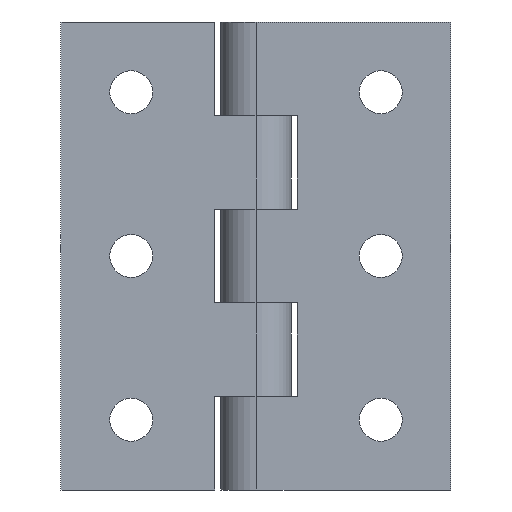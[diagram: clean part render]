
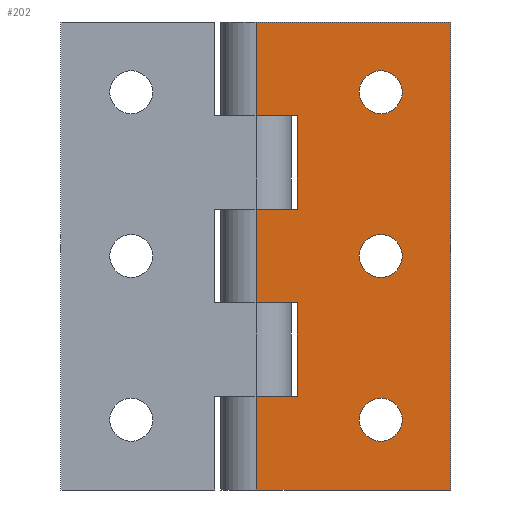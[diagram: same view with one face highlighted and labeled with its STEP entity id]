
A CAD part, front view. The second image highlights one B-rep face of the part: STEP entity #202.
In plain terms, the highlighted planar face has unit normal (0, -1, 0).
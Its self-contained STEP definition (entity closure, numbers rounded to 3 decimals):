
#176 = ORIENTED_EDGE ( 'NONE', *, *, #2796, .T. ) ;
#177 = ORIENTED_EDGE ( 'NONE', *, *, #211, .T. ) ;
#178 = ORIENTED_EDGE ( 'NONE', *, *, #179, .F. ) ;
#179 = EDGE_CURVE ( 'NONE', #2328, #2341, #549, .T. ) ;
#180 = ORIENTED_EDGE ( 'NONE', *, *, #2333, .F. ) ;
#181 = ORIENTED_EDGE ( 'NONE', *, *, #2407, .T. ) ;
#182 = ORIENTED_EDGE ( 'NONE', *, *, #2561, .T. ) ;
#183 = EDGE_LOOP ( 'NONE', ( #184, #186 ) ) ;
#184 = ORIENTED_EDGE ( 'NONE', *, *, #185, .T. ) ;
#185 = EDGE_CURVE ( 'NONE', #2352, #2347, #545, .T. ) ;
#186 = ORIENTED_EDGE ( 'NONE', *, *, #2349, .T. ) ;
#187 = EDGE_LOOP ( 'NONE', ( #188, #192, #194, #195, #254, #257, #176, #177, #178, #180, #181, #241 ) ) ;
#188 = ORIENTED_EDGE ( 'NONE', *, *, #189, .T. ) ;
#189 = EDGE_CURVE ( 'NONE', #190, #191, #540, .T. ) ;
#190 = VERTEX_POINT ( 'NONE', #536 ) ;
#191 = VERTEX_POINT ( 'NONE', #599 ) ;
#192 = ORIENTED_EDGE ( 'NONE', *, *, #193, .T. ) ;
#193 = EDGE_CURVE ( 'NONE', #191, #2825, #598, .T. ) ;
#194 = ORIENTED_EDGE ( 'NONE', *, *, #2674, .T. ) ;
#195 = ORIENTED_EDGE ( 'NONE', *, *, #196, .T. ) ;
#196 = EDGE_CURVE ( 'NONE', #2676, #253, #594, .T. ) ;
#202 = ADVANCED_FACE ( 'NONE', ( #580, #579, #578, #577 ), #576, .F. ) ;
#203 = EDGE_LOOP ( 'NONE', ( #204, #206 ) ) ;
#204 = ORIENTED_EDGE ( 'NONE', *, *, #205, .T. ) ;
#205 = EDGE_CURVE ( 'NONE', #2526, #2525, #571, .T. ) ;
#206 = ORIENTED_EDGE ( 'NONE', *, *, #2531, .T. ) ;
#207 = EDGE_LOOP ( 'NONE', ( #208, #182 ) ) ;
#208 = ORIENTED_EDGE ( 'NONE', *, *, #209, .T. ) ;
#209 = EDGE_CURVE ( 'NONE', #2560, #2557, #629, .T. ) ;
#211 = EDGE_CURVE ( 'NONE', #2800, #2341, #624, .T. ) ;
#241 = ORIENTED_EDGE ( 'NONE', *, *, #242, .T. ) ;
#242 = EDGE_CURVE ( 'NONE', #2406, #190, #650, .T. ) ;
#253 = VERTEX_POINT ( 'NONE', #694 ) ;
#254 = ORIENTED_EDGE ( 'NONE', *, *, #255, .T. ) ;
#255 = EDGE_CURVE ( 'NONE', #253, #256, #693, .T. ) ;
#256 = VERTEX_POINT ( 'NONE', #689 ) ;
#257 = ORIENTED_EDGE ( 'NONE', *, *, #258, .T. ) ;
#258 = EDGE_CURVE ( 'NONE', #256, #2294, #688, .T. ) ;
#536 = CARTESIAN_POINT ( 'NONE',  ( 5.3, -4.5, 18. ) ) ;
#537 = DIRECTION ( 'NONE',  ( 0., 0., -1. ) ) ;
#538 = VECTOR ( 'NONE', #537, 1000. ) ;
#539 = CARTESIAN_POINT ( 'NONE',  ( 5.3, -4.5, 30. ) ) ;
#540 = LINE ( 'NONE', #539, #538 ) ;
#541 = DIRECTION ( 'NONE',  ( 0., 0., 1. ) ) ;
#542 = DIRECTION ( 'NONE',  ( 0., 1., 0. ) ) ;
#543 = CARTESIAN_POINT ( 'NONE',  ( 16., -4.5, 21. ) ) ;
#544 = AXIS2_PLACEMENT_3D ( 'NONE', #543, #542, #541 ) ;
#545 = CIRCLE ( 'NONE', #544, 2.75 ) ;
#546 = DIRECTION ( 'NONE',  ( 0., 0., -1. ) ) ;
#547 = VECTOR ( 'NONE', #546, 1000. ) ;
#548 = CARTESIAN_POINT ( 'NONE',  ( 25., -4.5, 30. ) ) ;
#549 = LINE ( 'NONE', #548, #547 ) ;
#568 = DIRECTION ( 'NONE',  ( 0., 1., 0. ) ) ;
#569 = CARTESIAN_POINT ( 'NONE',  ( 16., -4.5, -21. ) ) ;
#570 = AXIS2_PLACEMENT_3D ( 'NONE', #569, #568, #630 ) ;
#571 = CIRCLE ( 'NONE', #570, 2.75 ) ;
#572 = DIRECTION ( 'NONE',  ( -1., 0., 0. ) ) ;
#573 = DIRECTION ( 'NONE',  ( 0., 1., 0. ) ) ;
#574 = CARTESIAN_POINT ( 'NONE',  ( 0., -4.5, 30. ) ) ;
#575 = AXIS2_PLACEMENT_3D ( 'NONE', #574, #573, #572 ) ;
#576 = PLANE ( 'NONE',  #575 ) ;
#577 = FACE_OUTER_BOUND ( 'NONE', #187, .T. ) ;
#578 = FACE_BOUND ( 'NONE', #183, .T. ) ;
#579 = FACE_BOUND ( 'NONE', #207, .T. ) ;
#580 = FACE_BOUND ( 'NONE', #203, .T. ) ;
#591 = DIRECTION ( 'NONE',  ( 1., 0., 0. ) ) ;
#592 = VECTOR ( 'NONE', #591, 1000. ) ;
#593 = CARTESIAN_POINT ( 'NONE',  ( 0., -4.5, -6. ) ) ;
#594 = LINE ( 'NONE', #593, #592 ) ;
#595 = DIRECTION ( 'NONE',  ( -1., 0., 0. ) ) ;
#596 = VECTOR ( 'NONE', #595, 1000. ) ;
#597 = CARTESIAN_POINT ( 'NONE',  ( 0., -4.5, 6. ) ) ;
#598 = LINE ( 'NONE', #597, #596 ) ;
#599 = CARTESIAN_POINT ( 'NONE',  ( 5.3, -4.5, 6. ) ) ;
#621 = DIRECTION ( 'NONE',  ( 1., 0., 0. ) ) ;
#622 = VECTOR ( 'NONE', #621, 1000. ) ;
#623 = CARTESIAN_POINT ( 'NONE',  ( 0., -4.5, -30. ) ) ;
#624 = LINE ( 'NONE', #623, #622 ) ;
#625 = DIRECTION ( 'NONE',  ( 0., 0., 1. ) ) ;
#626 = DIRECTION ( 'NONE',  ( 0., 1., 0. ) ) ;
#627 = CARTESIAN_POINT ( 'NONE',  ( 16., -4.5, 0. ) ) ;
#628 = AXIS2_PLACEMENT_3D ( 'NONE', #627, #626, #625 ) ;
#629 = CIRCLE ( 'NONE', #628, 2.75 ) ;
#630 = DIRECTION ( 'NONE',  ( 0., 0., 1. ) ) ;
#647 = DIRECTION ( 'NONE',  ( 1., 0., 0. ) ) ;
#648 = VECTOR ( 'NONE', #647, 1000. ) ;
#649 = CARTESIAN_POINT ( 'NONE',  ( 0., -4.5, 18. ) ) ;
#650 = LINE ( 'NONE', #649, #648 ) ;
#685 = DIRECTION ( 'NONE',  ( -1., 0., 0. ) ) ;
#686 = VECTOR ( 'NONE', #685, 1000. ) ;
#687 = CARTESIAN_POINT ( 'NONE',  ( 0., -4.5, -18. ) ) ;
#688 = LINE ( 'NONE', #687, #686 ) ;
#689 = CARTESIAN_POINT ( 'NONE',  ( 5.3, -4.5, -18. ) ) ;
#690 = DIRECTION ( 'NONE',  ( 0., 0., -1. ) ) ;
#691 = VECTOR ( 'NONE', #690, 1000. ) ;
#692 = CARTESIAN_POINT ( 'NONE',  ( 5.3, -4.5, 30. ) ) ;
#693 = LINE ( 'NONE', #692, #691 ) ;
#694 = CARTESIAN_POINT ( 'NONE',  ( 5.3, -4.5, -6. ) ) ;
#803 = CARTESIAN_POINT ( 'NONE',  ( 0., -4.5, -18. ) ) ;
#895 = CARTESIAN_POINT ( 'NONE',  ( 25., -4.5, -30. ) ) ;
#909 = DIRECTION ( 'NONE',  ( 1., 0., 0. ) ) ;
#910 = VECTOR ( 'NONE', #909, 1000. ) ;
#911 = CARTESIAN_POINT ( 'NONE',  ( 0., -4.5, 30. ) ) ;
#912 = LINE ( 'NONE', #911, #910 ) ;
#917 = CARTESIAN_POINT ( 'NONE',  ( 25., -4.5, 30. ) ) ;
#935 = CARTESIAN_POINT ( 'NONE',  ( 16., -4.5, 23.75 ) ) ;
#946 = DIRECTION ( 'NONE',  ( 0., 0., 1. ) ) ;
#947 = DIRECTION ( 'NONE',  ( 0., 1., 0. ) ) ;
#948 = CARTESIAN_POINT ( 'NONE',  ( 16., -4.5, 21. ) ) ;
#949 = AXIS2_PLACEMENT_3D ( 'NONE', #948, #947, #946 ) ;
#950 = CIRCLE ( 'NONE', #949, 2.75 ) ;
#952 = CARTESIAN_POINT ( 'NONE',  ( 16., -4.5, 18.25 ) ) ;
#1027 = CARTESIAN_POINT ( 'NONE',  ( 0., -4.5, 30. ) ) ;
#1028 = DIRECTION ( 'NONE',  ( 0., 0., -1. ) ) ;
#1029 = VECTOR ( 'NONE', #1028, 1000. ) ;
#1030 = CARTESIAN_POINT ( 'NONE',  ( 0., -4.5, 30. ) ) ;
#1031 = LINE ( 'NONE', #1030, #1029 ) ;
#1032 = CARTESIAN_POINT ( 'NONE',  ( 0., -4.5, 18. ) ) ;
#1253 = CARTESIAN_POINT ( 'NONE',  ( 16., -4.5, -18.25 ) ) ;
#1254 = CARTESIAN_POINT ( 'NONE',  ( 16., -4.5, -23.75 ) ) ;
#1300 = DIRECTION ( 'NONE',  ( 0., 0., 1. ) ) ;
#1301 = DIRECTION ( 'NONE',  ( 0., 1., 0. ) ) ;
#1302 = CARTESIAN_POINT ( 'NONE',  ( 16., -4.5, -21. ) ) ;
#1303 = AXIS2_PLACEMENT_3D ( 'NONE', #1302, #1301, #1300 ) ;
#1304 = CIRCLE ( 'NONE', #1303, 2.75 ) ;
#1307 = CIRCLE ( 'NONE', #1370, 2.75 ) ;
#1308 = CARTESIAN_POINT ( 'NONE',  ( 16., -4.5, 2.75 ) ) ;
#1309 = CARTESIAN_POINT ( 'NONE',  ( 16., -4.5, -2.75 ) ) ;
#1367 = DIRECTION ( 'NONE',  ( 0., 0., 1. ) ) ;
#1368 = DIRECTION ( 'NONE',  ( 0., 1., 0. ) ) ;
#1369 = CARTESIAN_POINT ( 'NONE',  ( 16., -4.5, 0. ) ) ;
#1370 = AXIS2_PLACEMENT_3D ( 'NONE', #1369, #1368, #1367 ) ;
#1531 = DIRECTION ( 'NONE',  ( 0., 0., -1. ) ) ;
#1532 = VECTOR ( 'NONE', #1531, 1000. ) ;
#1533 = CARTESIAN_POINT ( 'NONE',  ( 0., -4.5, 30. ) ) ;
#1534 = LINE ( 'NONE', #1533, #1532 ) ;
#1590 = CARTESIAN_POINT ( 'NONE',  ( 0., -4.5, -6. ) ) ;
#1755 = CARTESIAN_POINT ( 'NONE',  ( 0., -4.5, -30. ) ) ;
#1756 = DIRECTION ( 'NONE',  ( 0., 0., -1. ) ) ;
#1757 = VECTOR ( 'NONE', #1756, 1000. ) ;
#1758 = CARTESIAN_POINT ( 'NONE',  ( 0., -4.5, 30. ) ) ;
#1763 = LINE ( 'NONE', #1758, #1757 ) ;
#1828 = CARTESIAN_POINT ( 'NONE',  ( 0., -4.5, 6. ) ) ;
#2294 = VERTEX_POINT ( 'NONE', #803 ) ;
#2328 = VERTEX_POINT ( 'NONE', #917 ) ;
#2333 = EDGE_CURVE ( 'NONE', #2409, #2328, #912, .T. ) ;
#2341 = VERTEX_POINT ( 'NONE', #895 ) ;
#2347 = VERTEX_POINT ( 'NONE', #952 ) ;
#2349 = EDGE_CURVE ( 'NONE', #2347, #2352, #950, .T. ) ;
#2352 = VERTEX_POINT ( 'NONE', #935 ) ;
#2406 = VERTEX_POINT ( 'NONE', #1032 ) ;
#2407 = EDGE_CURVE ( 'NONE', #2409, #2406, #1031, .T. ) ;
#2409 = VERTEX_POINT ( 'NONE', #1027 ) ;
#2525 = VERTEX_POINT ( 'NONE', #1254 ) ;
#2526 = VERTEX_POINT ( 'NONE', #1253 ) ;
#2531 = EDGE_CURVE ( 'NONE', #2525, #2526, #1304, .T. ) ;
#2557 = VERTEX_POINT ( 'NONE', #1309 ) ;
#2560 = VERTEX_POINT ( 'NONE', #1308 ) ;
#2561 = EDGE_CURVE ( 'NONE', #2557, #2560, #1307, .T. ) ;
#2674 = EDGE_CURVE ( 'NONE', #2825, #2676, #1534, .T. ) ;
#2676 = VERTEX_POINT ( 'NONE', #1590 ) ;
#2796 = EDGE_CURVE ( 'NONE', #2294, #2800, #1763, .T. ) ;
#2800 = VERTEX_POINT ( 'NONE', #1755 ) ;
#2825 = VERTEX_POINT ( 'NONE', #1828 ) ;
